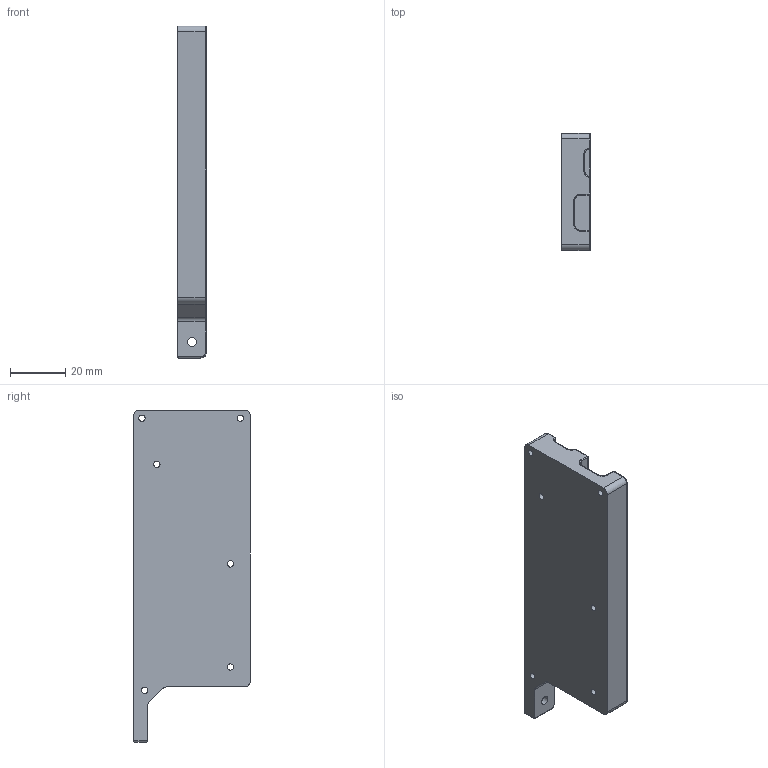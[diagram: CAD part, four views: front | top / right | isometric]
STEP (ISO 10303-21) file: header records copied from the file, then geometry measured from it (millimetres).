
FILE_DESCRIPTION(/* description */ (''),/* implementation_level */ '2;1');
FILE_NAME(/* name */ 'ercf_pcb_mount_side.step',/* time_stamp */ '2023-09-03T13:57:14-04:00',/* author */ (''),/* organization */ (''),/* preprocessor_version */ 'ST-DEVELOPER v20',/* originating_system */ 'Autodesk Translation Framework v12.9.0.99',/* authorisation */ '');
FILE_SCHEMA (('AUTOMOTIVE_DESIGN { 1 0 10303 214 3 1 1 }'));
Length unit declared in the file: millimetre
Products named in the file (1): ercf_pcb_mount_side
Bounding box: 10.4 x 42.36 x 120.65 mm (x, y, z)
Volume: 12344.6 mm3; surface area: 14727.3 mm2
Topology: 1 solids, 1 shells, 126 faces, 294 edges, 170 vertices
Faces by surface type: cylinder 65, plane 28, torus 25, sphere 8
Full cylindrical faces by diameter (mm): 2.3 x6, 3.18 x1
Entity records: 3639 total; most frequent: DIRECTION 696, CARTESIAN_POINT 609, ORIENTED_EDGE 588, EDGE_CURVE 294, AXIS2_PLACEMENT_3D 277, VERTEX_POINT 170, LINE 142, VECTOR 142
